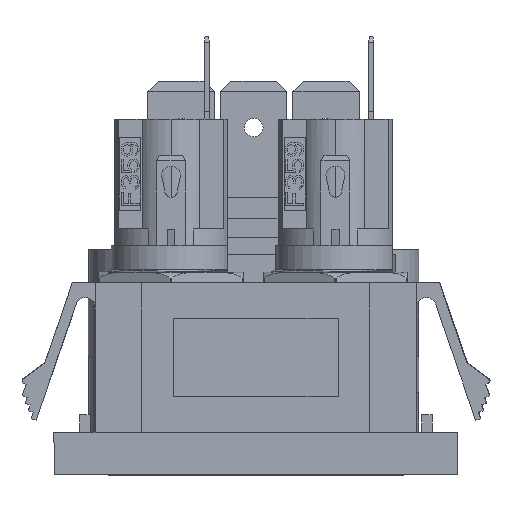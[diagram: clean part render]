
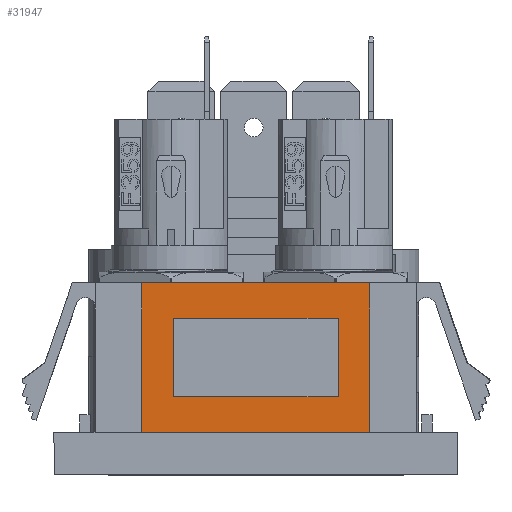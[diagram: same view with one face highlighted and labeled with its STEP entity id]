
A CAD part, front view. The second image highlights one B-rep face of the part: STEP entity #31947.
In plain terms, the highlighted planar face has unit normal (0, -1, 0).
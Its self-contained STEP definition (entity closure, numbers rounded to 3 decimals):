
#484 = EDGE_CURVE ( 'NONE', #57772, #97800, #53130, .T. ) ;
#635 = EDGE_CURVE ( 'NONE', #115250, #119003, #101129, .T. ) ;
#1645 = EDGE_CURVE ( 'NONE', #33230, #115250, #110144, .T. ) ;
#4228 = ORIENTED_EDGE ( 'NONE', *, *, #15113, .F. ) ;
#4511 = ORIENTED_EDGE ( 'NONE', *, *, #1645, .F. ) ;
#6004 = VECTOR ( 'NONE', #55178, 1000. ) ;
#6788 = ORIENTED_EDGE ( 'NONE', *, *, #484, .T. ) ;
#7328 = CARTESIAN_POINT ( 'NONE',  ( -11., -23.63, 0. ) ) ;
#9243 = PLANE ( 'NONE',  #86242 ) ;
#13398 = VERTEX_POINT ( 'NONE', #30909 ) ;
#13749 = VECTOR ( 'NONE', #124501, 1000. ) ;
#15113 = EDGE_CURVE ( 'NONE', #51424, #97800, #108730, .T. ) ;
#17700 = LINE ( 'NONE', #48028, #51790 ) ;
#20739 = DIRECTION ( 'NONE',  ( 1., 0., 0. ) ) ;
#20988 = ORIENTED_EDGE ( 'NONE', *, *, #87014, .F. ) ;
#22912 = CARTESIAN_POINT ( 'NONE',  ( 11., -23.63, 0. ) ) ;
#23766 = DIRECTION ( 'NONE',  ( 0., 0., 1. ) ) ;
#28388 = CARTESIAN_POINT ( 'NONE',  ( -11., -23.63, 0. ) ) ;
#30909 = CARTESIAN_POINT ( 'NONE',  ( -11., -23.63, 0. ) ) ;
#31386 = LINE ( 'NONE', #107181, #89327 ) ;
#31947 = ADVANCED_FACE ( 'NONE', ( #44720, #97798 ), #9243, .T. ) ;
#31997 = CARTESIAN_POINT ( 'NONE',  ( -11., -23.63, 0. ) ) ;
#32606 = VECTOR ( 'NONE', #89446, 1000. ) ;
#33163 = CARTESIAN_POINT ( 'NONE',  ( 11., -23.63, 0. ) ) ;
#33230 = VERTEX_POINT ( 'NONE', #121021 ) ;
#44720 = FACE_BOUND ( 'NONE', #106526, .T. ) ;
#45240 = VECTOR ( 'NONE', #54985, 1000. ) ;
#46118 = EDGE_CURVE ( 'NONE', #13398, #57772, #49720, .T. ) ;
#48028 = CARTESIAN_POINT ( 'NONE',  ( -7.94, -23.63, 3.39 ) ) ;
#49720 = LINE ( 'NONE', #28388, #65688 ) ;
#51424 = VERTEX_POINT ( 'NONE', #75618 ) ;
#51790 = VECTOR ( 'NONE', #80421, 1000. ) ;
#53130 = LINE ( 'NONE', #33163, #6004 ) ;
#54985 = DIRECTION ( 'NONE',  ( 1., 0., 0. ) ) ;
#55178 = DIRECTION ( 'NONE',  ( 0., 0., 1. ) ) ;
#56725 = ORIENTED_EDGE ( 'NONE', *, *, #98309, .F. ) ;
#57772 = VERTEX_POINT ( 'NONE', #22912 ) ;
#58846 = VECTOR ( 'NONE', #67366, 1000. ) ;
#59519 = ORIENTED_EDGE ( 'NONE', *, *, #46118, .T. ) ;
#65688 = VECTOR ( 'NONE', #20739, 1000. ) ;
#67366 = DIRECTION ( 'NONE',  ( 0., 0., -1. ) ) ;
#75618 = CARTESIAN_POINT ( 'NONE',  ( -11., -23.63, 14.4 ) ) ;
#75969 = CARTESIAN_POINT ( 'NONE',  ( 7.94, -23.63, 3.39 ) ) ;
#78630 = ORIENTED_EDGE ( 'NONE', *, *, #115312, .F. ) ;
#80421 = DIRECTION ( 'NONE',  ( 1., 0., 0. ) ) ;
#86242 = AXIS2_PLACEMENT_3D ( 'NONE', #31997, #126435, #118653 ) ;
#87014 = EDGE_CURVE ( 'NONE', #111281, #33230, #31386, .T. ) ;
#89327 = VECTOR ( 'NONE', #23766, 1000. ) ;
#89446 = DIRECTION ( 'NONE',  ( -1., 0., 0. ) ) ;
#90119 = CARTESIAN_POINT ( 'NONE',  ( -7.94, -23.63, 11.01 ) ) ;
#90812 = CARTESIAN_POINT ( 'NONE',  ( 7.94, -23.63, 11.01 ) ) ;
#97211 = CARTESIAN_POINT ( 'NONE',  ( 11., -23.63, 14.4 ) ) ;
#97798 = FACE_OUTER_BOUND ( 'NONE', #124917, .T. ) ;
#97800 = VERTEX_POINT ( 'NONE', #97211 ) ;
#98309 = EDGE_CURVE ( 'NONE', #119003, #111281, #17700, .T. ) ;
#101129 = LINE ( 'NONE', #90119, #58846 ) ;
#105201 = CARTESIAN_POINT ( 'NONE',  ( -7.94, -23.63, 3.39 ) ) ;
#106526 = EDGE_LOOP ( 'NONE', ( #56725, #127449, #4511, #20988 ) ) ;
#107181 = CARTESIAN_POINT ( 'NONE',  ( 7.94, -23.63, 3.39 ) ) ;
#108065 = CARTESIAN_POINT ( 'NONE',  ( -11., -23.63, 14.4 ) ) ;
#108730 = LINE ( 'NONE', #108065, #45240 ) ;
#110144 = LINE ( 'NONE', #90812, #32606 ) ;
#111281 = VERTEX_POINT ( 'NONE', #75969 ) ;
#114167 = LINE ( 'NONE', #7328, #13749 ) ;
#115250 = VERTEX_POINT ( 'NONE', #123146 ) ;
#115312 = EDGE_CURVE ( 'NONE', #13398, #51424, #114167, .T. ) ;
#118653 = DIRECTION ( 'NONE',  ( 0., 0., -1. ) ) ;
#119003 = VERTEX_POINT ( 'NONE', #105201 ) ;
#121021 = CARTESIAN_POINT ( 'NONE',  ( 7.94, -23.63, 11.01 ) ) ;
#123146 = CARTESIAN_POINT ( 'NONE',  ( -7.94, -23.63, 11.01 ) ) ;
#124501 = DIRECTION ( 'NONE',  ( 0., 0., 1. ) ) ;
#124917 = EDGE_LOOP ( 'NONE', ( #6788, #4228, #78630, #59519 ) ) ;
#126435 = DIRECTION ( 'NONE',  ( 0., -1., 0. ) ) ;
#127449 = ORIENTED_EDGE ( 'NONE', *, *, #635, .F. ) ;
